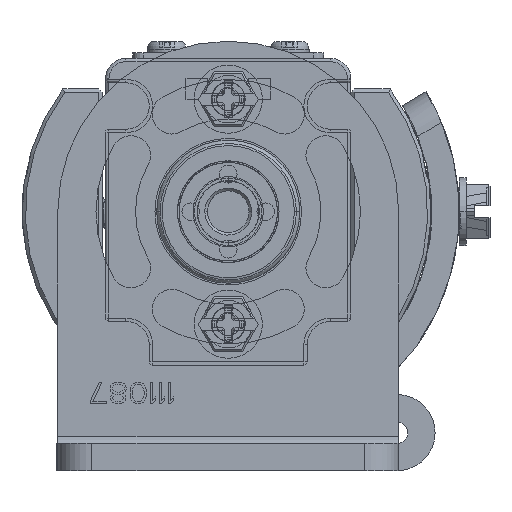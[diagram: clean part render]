
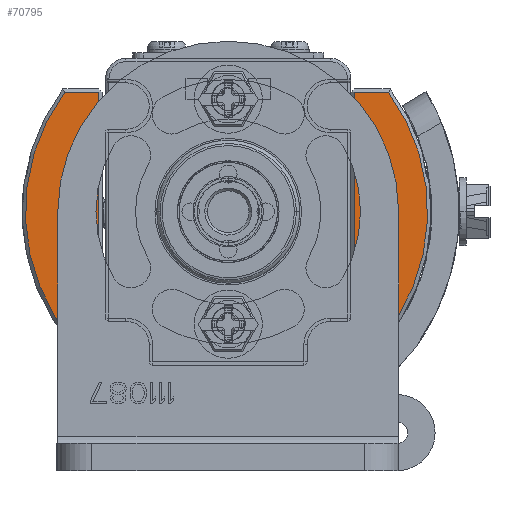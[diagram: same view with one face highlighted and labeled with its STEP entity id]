
A CAD part, front view. The second image highlights one B-rep face of the part: STEP entity #70795.
In plain terms, the highlighted face is planar.
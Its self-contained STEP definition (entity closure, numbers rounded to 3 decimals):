
#69780=DIRECTION('',(1.,0.,0.));
#69781=VECTOR('',#69780,37.);
#69782=CARTESIAN_POINT('',(-19.5,-18.75,-10.));
#69783=LINE('',#69782,#69781);
#69800=DIRECTION('',(0.,-1.,0.));
#69801=VECTOR('',#69800,4.999);
#69802=CARTESIAN_POINT('',(17.5,-18.75,-10.));
#69803=LINE('',#69802,#69801);
#69818=CARTESIAN_POINT('',(0.,0.,-10.));
#69819=DIRECTION('',(0.,0.,-1.));
#69820=DIRECTION('',(0.593,-0.805,0.));
#69821=AXIS2_PLACEMENT_3D('',#69818,#69819,#69820);
#70441=CARTESIAN_POINT('',(-19.5,15.25,-10.));
#70442=DIRECTION('',(0.,0.,1.));
#70443=DIRECTION('',(0.,1.,0.));
#70444=AXIS2_PLACEMENT_3D('',#70441,#70442,#70443);
#70446=DIRECTION('',(-1.,0.,0.));
#70447=VECTOR('',#70446,37.);
#70448=CARTESIAN_POINT('',(17.5,18.75,-10.));
#70449=LINE('',#70448,#70447);
#70462=DIRECTION('',(0.,-1.,0.));
#70463=VECTOR('',#70462,4.999);
#70464=CARTESIAN_POINT('',(17.5,23.749,-10.));
#70465=LINE('',#70464,#70463);
#70479=DIRECTION('',(0.,-1.,0.));
#70480=VECTOR('',#70479,30.5);
#70481=CARTESIAN_POINT('',(-23.,15.25,-10.));
#70482=LINE('',#70481,#70480);
#70500=CARTESIAN_POINT('',(-19.5,-15.25,-10.));
#70501=DIRECTION('',(0.,0.,1.));
#70502=DIRECTION('',(-1.,0.,0.));
#70503=AXIS2_PLACEMENT_3D('',#70500,#70501,#70502);
#70600=CARTESIAN_POINT('',(17.5,-23.749,-10.));
#70601=CARTESIAN_POINT('',(17.5,23.749,-10.));
#70602=VERTEX_POINT('',#70600);
#70603=VERTEX_POINT('',#70601);
#70604=CARTESIAN_POINT('',(17.5,18.75,-10.));
#70605=VERTEX_POINT('',#70604);
#70608=CARTESIAN_POINT('',(17.5,-18.75,-10.));
#70609=VERTEX_POINT('',#70608);
#70756=CARTESIAN_POINT('',(-19.5,18.75,-10.));
#70757=VERTEX_POINT('',#70756);
#70762=CARTESIAN_POINT('',(-23.,15.25,-10.));
#70763=VERTEX_POINT('',#70762);
#70764=CARTESIAN_POINT('',(-23.,-15.25,-10.));
#70765=VERTEX_POINT('',#70764);
#70770=CARTESIAN_POINT('',(-19.5,-18.75,-10.));
#70771=VERTEX_POINT('',#70770);
#70772=CARTESIAN_POINT('',(0.,0.,-10.));
#70773=DIRECTION('',(0.,0.,1.));
#70774=DIRECTION('',(1.,0.,0.));
#70775=AXIS2_PLACEMENT_3D('',#70772,#70773,#70774);
#70776=PLANE('',#70775);
#70778=ORIENTED_EDGE('',*,*,#70777,.F.);
#70780=ORIENTED_EDGE('',*,*,#70779,.F.);
#70782=ORIENTED_EDGE('',*,*,#70781,.F.);
#70784=ORIENTED_EDGE('',*,*,#70783,.F.);
#70786=ORIENTED_EDGE('',*,*,#70785,.F.);
#70788=ORIENTED_EDGE('',*,*,#70787,.F.);
#70790=ORIENTED_EDGE('',*,*,#70789,.F.);
#70792=ORIENTED_EDGE('',*,*,#70791,.F.);
#70793=EDGE_LOOP('',(#70778,#70780,#70782,#70784,#70786,#70788,#70790,#70792));
#70794=FACE_OUTER_BOUND('',#70793,.F.);
#70795=ADVANCED_FACE('',(#70794),#70776,.F.);
#69822=CIRCLE('',#69821,29.5);
#70445=CIRCLE('',#70444,3.5);
#70504=CIRCLE('',#70503,3.5);
#70777=EDGE_CURVE('',#70771,#70609,#69783,.T.);
#70779=EDGE_CURVE('',#70765,#70771,#70504,.T.);
#70781=EDGE_CURVE('',#70763,#70765,#70482,.T.);
#70783=EDGE_CURVE('',#70757,#70763,#70445,.T.);
#70785=EDGE_CURVE('',#70605,#70757,#70449,.T.);
#70787=EDGE_CURVE('',#70603,#70605,#70465,.T.);
#70789=EDGE_CURVE('',#70602,#70603,#69822,.T.);
#70791=EDGE_CURVE('',#70609,#70602,#69803,.T.);
